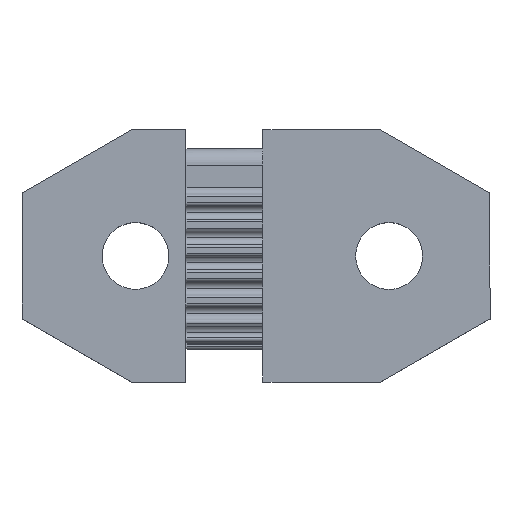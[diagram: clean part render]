
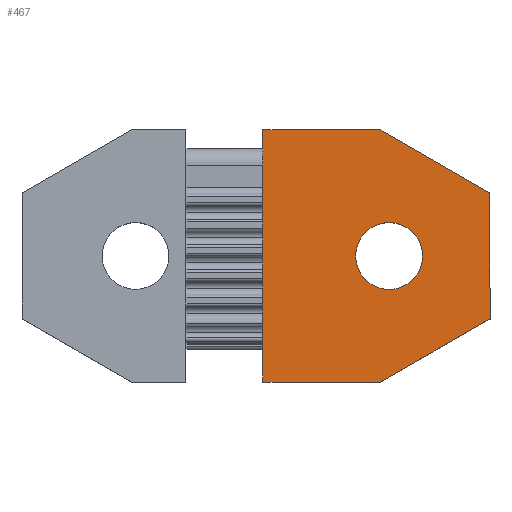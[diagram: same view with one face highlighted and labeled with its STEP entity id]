
A CAD part, top view. The second image highlights one B-rep face of the part: STEP entity #467.
In plain terms, the highlighted planar face has unit normal (0, 0, 1).
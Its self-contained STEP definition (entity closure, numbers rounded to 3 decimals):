
#18 = LINE ( 'NONE', #1073, #24 ) ;
#24 = VECTOR ( 'NONE', #2423, 1000. ) ;
#54 = VECTOR ( 'NONE', #1101, 1000. ) ;
#55 = LINE ( 'NONE', #600, #66 ) ;
#65 = LINE ( 'NONE', #1100, #54 ) ;
#66 = VECTOR ( 'NONE', #607, 1000. ) ;
#67 = LINE ( 'NONE', #536, #71 ) ;
#69 = CIRCLE ( 'NONE', #1658, 2.65 ) ;
#71 = VECTOR ( 'NONE', #529, 1000. ) ;
#96 = VECTOR ( 'NONE', #568, 1000. ) ;
#125 = LINE ( 'NONE', #540, #96 ) ;
#162 = CIRCLE ( 'NONE', #1597, 2.65 ) ;
#217 = EDGE_LOOP ( 'NONE', ( #782, #807, #791, #821, #820, #814, #825, #801 ) ) ;
#299 = FACE_OUTER_BOUND ( 'NONE', #217, .T. ) ;
#304 = FACE_BOUND ( 'NONE', #831, .T. ) ;
#467 = ADVANCED_FACE ( 'NONE', ( #304, #299 ), #2316, .T. ) ;
#529 = DIRECTION ( 'NONE',  ( 0., 1., 0. ) ) ;
#536 = CARTESIAN_POINT ( 'NONE',  ( 27.1, -2.63, 7.14 ) ) ;
#540 = CARTESIAN_POINT ( 'NONE',  ( 27.1, 17.37, 7.14 ) ) ;
#541 = DIRECTION ( 'NONE',  ( -1., 0., 0. ) ) ;
#542 = DIRECTION ( 'NONE',  ( 0., 0., -1. ) ) ;
#560 = CARTESIAN_POINT ( 'NONE',  ( 37.1, 7.37, 7.14 ) ) ;
#568 = DIRECTION ( 'NONE',  ( 1., 0., 0. ) ) ;
#600 = CARTESIAN_POINT ( 'NONE',  ( 27.1, -2.63, 7.14 ) ) ;
#607 = DIRECTION ( 'NONE',  ( 0., 1., 0. ) ) ;
#782 = ORIENTED_EDGE ( 'NONE', *, *, #1914, .F. ) ;
#791 = ORIENTED_EDGE ( 'NONE', *, *, #1800, .F. ) ;
#792 = ORIENTED_EDGE ( 'NONE', *, *, #1728, .T. ) ;
#801 = ORIENTED_EDGE ( 'NONE', *, *, #1991, .F. ) ;
#807 = ORIENTED_EDGE ( 'NONE', *, *, #1900, .F. ) ;
#809 = ORIENTED_EDGE ( 'NONE', *, *, #1909, .T. ) ;
#814 = ORIENTED_EDGE ( 'NONE', *, *, #1882, .F. ) ;
#820 = ORIENTED_EDGE ( 'NONE', *, *, #1885, .F. ) ;
#821 = ORIENTED_EDGE ( 'NONE', *, *, #1912, .F. ) ;
#825 = ORIENTED_EDGE ( 'NONE', *, *, #1969, .F. ) ;
#831 = EDGE_LOOP ( 'NONE', ( #792, #809 ) ) ;
#1027 = CARTESIAN_POINT ( 'NONE',  ( 37.1, 7.37, 7.14 ) ) ;
#1028 = DIRECTION ( 'NONE',  ( 0., 0., -1. ) ) ;
#1029 = DIRECTION ( 'NONE',  ( -1., 0., 0. ) ) ;
#1073 = CARTESIAN_POINT ( 'NONE',  ( 26.411, -8.42, 7.14 ) ) ;
#1100 = CARTESIAN_POINT ( 'NONE',  ( 45.1, -2.63, 7.14 ) ) ;
#1101 = DIRECTION ( 'NONE',  ( -1., 0., 0. ) ) ;
#1176 = CARTESIAN_POINT ( 'NONE',  ( 45.1, 17.37, 7.14 ) ) ;
#1180 = DIRECTION ( 'NONE',  ( 0., -1., 0. ) ) ;
#1218 = CARTESIAN_POINT ( 'NONE',  ( 41.119, 14.668, 7.14 ) ) ;
#1219 = DIRECTION ( 'NONE',  ( 0.866, -0.5, 0. ) ) ;
#1271 = CARTESIAN_POINT ( 'NONE',  ( 37.1, 10.02, 7.14 ) ) ;
#1277 = CARTESIAN_POINT ( 'NONE',  ( 27.1, 0.455, 7.14 ) ) ;
#1278 = CARTESIAN_POINT ( 'NONE',  ( 37.1, 4.72, 7.14 ) ) ;
#1307 = CARTESIAN_POINT ( 'NONE',  ( 27.1, 15.862, 7.14 ) ) ;
#1312 = CARTESIAN_POINT ( 'NONE',  ( 36.44, 17.37, 7.14 ) ) ;
#1313 = CARTESIAN_POINT ( 'NONE',  ( 27.1, 17.37, 7.14 ) ) ;
#1326 = CARTESIAN_POINT ( 'NONE',  ( 45.1, 12.37, 7.14 ) ) ;
#1331 = CARTESIAN_POINT ( 'NONE',  ( 36.44, -2.63, 7.14 ) ) ;
#1333 = CARTESIAN_POINT ( 'NONE',  ( 27.1, -2.63, 7.14 ) ) ;
#1349 = CARTESIAN_POINT ( 'NONE',  ( 45.1, 2.37, 7.14 ) ) ;
#1406 = CARTESIAN_POINT ( 'NONE',  ( 27.1, -2.63, 7.14 ) ) ;
#1409 = DIRECTION ( 'NONE',  ( 0., 1., 0. ) ) ;
#1597 = AXIS2_PLACEMENT_3D ( 'NONE', #1027, #1028, #1029 ) ;
#1658 = AXIS2_PLACEMENT_3D ( 'NONE', #560, #542, #541 ) ;
#1728 = EDGE_CURVE ( 'NONE', #2562, #2557, #162, .T. ) ;
#1800 = EDGE_CURVE ( 'NONE', #2543, #2551, #2145, .T. ) ;
#1882 = EDGE_CURVE ( 'NONE', #2576, #2606, #18, .T. ) ;
#1885 = EDGE_CURVE ( 'NONE', #2606, #2598, #65, .T. ) ;
#1900 = EDGE_CURVE ( 'NONE', #2551, #2623, #55, .T. ) ;
#1909 = EDGE_CURVE ( 'NONE', #2557, #2562, #69, .T. ) ;
#1912 = EDGE_CURVE ( 'NONE', #2598, #2543, #67, .T. ) ;
#1914 = EDGE_CURVE ( 'NONE', #2623, #2582, #125, .T. ) ;
#1969 = EDGE_CURVE ( 'NONE', #2607, #2576, #2265, .T. ) ;
#1991 = EDGE_CURVE ( 'NONE', #2582, #2607, #2253, .T. ) ;
#2023 = AXIS2_PLACEMENT_3D ( 'NONE', #2345, #2308, #2321 ) ;
#2130 = VECTOR ( 'NONE', #1409, 1000. ) ;
#2145 = LINE ( 'NONE', #1406, #2130 ) ;
#2253 = LINE ( 'NONE', #1218, #2272 ) ;
#2265 = LINE ( 'NONE', #1176, #2269 ) ;
#2269 = VECTOR ( 'NONE', #1180, 1000. ) ;
#2272 = VECTOR ( 'NONE', #1219, 1000. ) ;
#2308 = DIRECTION ( 'NONE',  ( 0., 0., 1. ) ) ;
#2316 = PLANE ( 'NONE',  #2023 ) ;
#2321 = DIRECTION ( 'NONE',  ( -1., 0., 0. ) ) ;
#2345 = CARTESIAN_POINT ( 'NONE',  ( 27.1, -9.614, 7.14 ) ) ;
#2423 = DIRECTION ( 'NONE',  ( -0.866, -0.5, 0. ) ) ;
#2543 = VERTEX_POINT ( 'NONE', #1277 ) ;
#2551 = VERTEX_POINT ( 'NONE', #1307 ) ;
#2557 = VERTEX_POINT ( 'NONE', #1278 ) ;
#2562 = VERTEX_POINT ( 'NONE', #1271 ) ;
#2576 = VERTEX_POINT ( 'NONE', #1349 ) ;
#2582 = VERTEX_POINT ( 'NONE', #1312 ) ;
#2598 = VERTEX_POINT ( 'NONE', #1333 ) ;
#2606 = VERTEX_POINT ( 'NONE', #1331 ) ;
#2607 = VERTEX_POINT ( 'NONE', #1326 ) ;
#2623 = VERTEX_POINT ( 'NONE', #1313 ) ;
